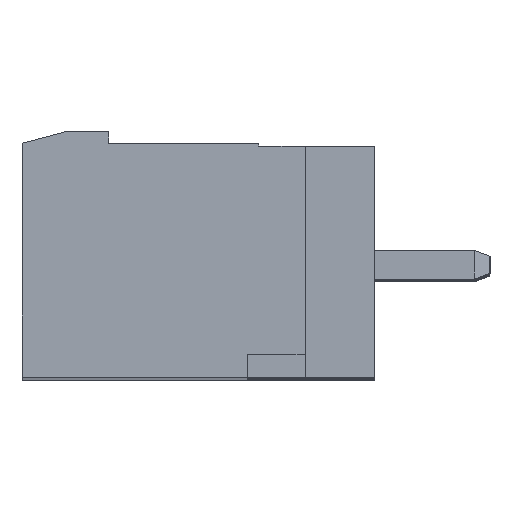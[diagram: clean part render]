
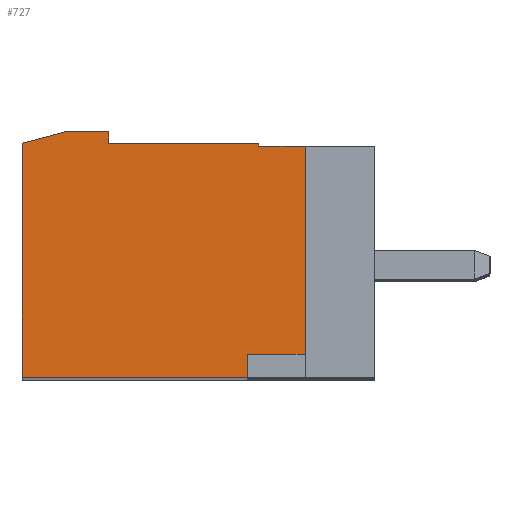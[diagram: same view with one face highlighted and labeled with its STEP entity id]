
A CAD part, top view. The second image highlights one B-rep face of the part: STEP entity #727.
In plain terms, the highlighted planar face has unit normal (0, 0, 1).
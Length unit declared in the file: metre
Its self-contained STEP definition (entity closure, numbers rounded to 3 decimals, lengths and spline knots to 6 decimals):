
#727=ADVANCED_FACE('',(#1867),#1868,.F.);
#1867=FACE_OUTER_BOUND('',#3447,.T.);
#1868=PLANE('',#3448);
#3447=EDGE_LOOP('',(#5708,#5709,#5710,#5711,#5712,#5713,#5714,#5715,#5716,#5717,#5718));
#3448=AXIS2_PLACEMENT_3D('',#5719,#5720,#5721);
#5708=ORIENTED_EDGE('',*,*,#9928,.F.);
#5709=ORIENTED_EDGE('',*,*,#9931,.F.);
#5710=ORIENTED_EDGE('',*,*,#9932,.T.);
#5711=ORIENTED_EDGE('',*,*,#9933,.F.);
#5712=ORIENTED_EDGE('',*,*,#9696,.F.);
#5713=ORIENTED_EDGE('',*,*,#9934,.F.);
#5714=ORIENTED_EDGE('',*,*,#9737,.F.);
#5715=ORIENTED_EDGE('',*,*,#9935,.F.);
#5716=ORIENTED_EDGE('',*,*,#9936,.F.);
#5717=ORIENTED_EDGE('',*,*,#9937,.F.);
#5718=ORIENTED_EDGE('',*,*,#9938,.F.);
#5719=CARTESIAN_POINT('',(-0.007835,0.113995,0.00484));
#5720=DIRECTION('',(0.,0.,-1.0));
#5721=DIRECTION('',(0.,-1.0,0.));
#9696=EDGE_CURVE('',#11687,#11618,#11689,.T.);
#9737=EDGE_CURVE('',#11768,#11763,#11770,.T.);
#9928=EDGE_CURVE('',#12101,#12103,#12104,.T.);
#9931=EDGE_CURVE('',#12107,#12101,#12108,.T.);
#9932=EDGE_CURVE('',#12107,#12109,#12110,.T.);
#9933=EDGE_CURVE('',#11618,#12109,#12111,.T.);
#9934=EDGE_CURVE('',#11763,#11687,#12112,.T.);
#9935=EDGE_CURVE('',#12113,#11768,#12114,.T.);
#9936=EDGE_CURVE('',#12115,#12113,#12116,.T.);
#9937=EDGE_CURVE('',#12117,#12115,#12118,.T.);
#9938=EDGE_CURVE('',#12103,#12117,#12119,.T.);
#11618=VERTEX_POINT('',#14490);
#11687=VERTEX_POINT('',#14593);
#11689=LINE('',#14596,#14597);
#11763=VERTEX_POINT('',#14707);
#11768=VERTEX_POINT('',#14714);
#11770=LINE('',#14717,#14718);
#12101=VERTEX_POINT('',#15229);
#12103=VERTEX_POINT('',#15232);
#12104=LINE('',#15233,#15234);
#12107=VERTEX_POINT('',#15238);
#12108=LINE('',#15239,#15240);
#12109=VERTEX_POINT('',#15241);
#12110=LINE('',#15242,#15243);
#12111=LINE('',#15244,#15245);
#12112=LINE('',#15246,#15247);
#12113=VERTEX_POINT('',#15248);
#12114=LINE('',#15249,#15250);
#12115=VERTEX_POINT('',#15251);
#12116=LINE('',#15252,#15253);
#12117=VERTEX_POINT('',#15254);
#12118=LINE('',#15255,#15256);
#12119=LINE('',#15257,#15258);
#14490=CARTESIAN_POINT('',(-0.001035,0.113395,0.00484));
#14593=CARTESIAN_POINT('',(-0.002635,0.113395,0.00484));
#14596=CARTESIAN_POINT('',(-0.001035,0.113395,0.00484));
#14597=VECTOR('',#18097,1.0);
#14707=CARTESIAN_POINT('',(-0.002635,0.113495,0.00484));
#14714=CARTESIAN_POINT('',(-0.007835,0.113495,0.00484));
#14717=CARTESIAN_POINT('',(-0.002635,0.113495,0.00484));
#14718=VECTOR('',#18137,1.0);
#15229=CARTESIAN_POINT('',(-0.003035,0.105395,0.00484));
#15232=CARTESIAN_POINT('',(-0.010835,0.105395,0.00484));
#15233=CARTESIAN_POINT('',(-0.010835,0.105395,0.00484));
#15234=VECTOR('',#18317,1.0);
#15238=CARTESIAN_POINT('',(-0.003035,0.106195,0.00484));
#15239=CARTESIAN_POINT('',(-0.003035,0.113995,0.00484));
#15240=VECTOR('',#18319,1.0);
#15241=CARTESIAN_POINT('',(-0.001035,0.106195,0.00484));
#15242=CARTESIAN_POINT('',(-0.007835,0.106195,0.00484));
#15243=VECTOR('',#18320,1.0);
#15244=CARTESIAN_POINT('',(-0.001035,0.105395,0.00484));
#15245=VECTOR('',#18321,1.0);
#15246=CARTESIAN_POINT('',(-0.002635,0.113295,0.00484));
#15247=VECTOR('',#18322,1.0);
#15248=CARTESIAN_POINT('',(-0.007835,0.113895,0.00484));
#15249=CARTESIAN_POINT('',(-0.007835,0.113495,0.00484));
#15250=VECTOR('',#18323,1.0);
#15251=CARTESIAN_POINT('',(-0.009342,0.113895,0.00484));
#15252=CARTESIAN_POINT('',(-0.007835,0.113895,0.00484));
#15253=VECTOR('',#18324,1.0);
#15254=CARTESIAN_POINT('',(-0.010835,0.113495,0.00484));
#15255=CARTESIAN_POINT('',(-0.009342,0.113895,0.00484));
#15256=VECTOR('',#18325,1.0);
#15257=CARTESIAN_POINT('',(-0.010835,0.113595,0.00484));
#15258=VECTOR('',#18326,1.0);
#18097=DIRECTION('',(1.0,0.,0.));
#18137=DIRECTION('',(1.0,0.,0.));
#18317=DIRECTION('',(-1.0,0.,0.));
#18319=DIRECTION('',(0.,-1.0,0.));
#18320=DIRECTION('',(1.0,0.0,0.));
#18321=DIRECTION('',(0.,-1.0,0.));
#18322=DIRECTION('',(0.,-1.0,0.));
#18323=DIRECTION('',(0.,-1.0,0.));
#18324=DIRECTION('',(1.0,0.,0.));
#18325=DIRECTION('',(0.966,0.259,0.));
#18326=DIRECTION('',(0.,1.0,0.));
